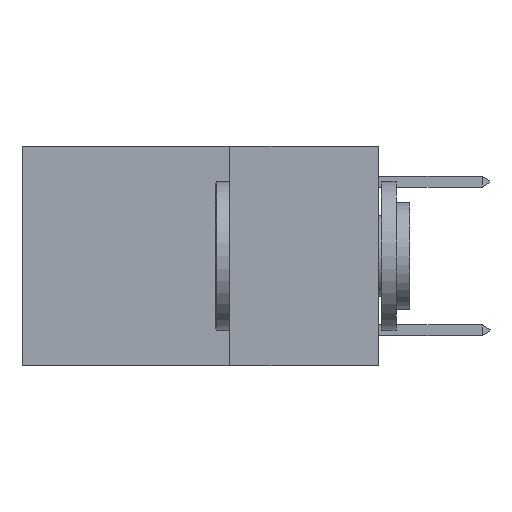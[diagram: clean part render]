
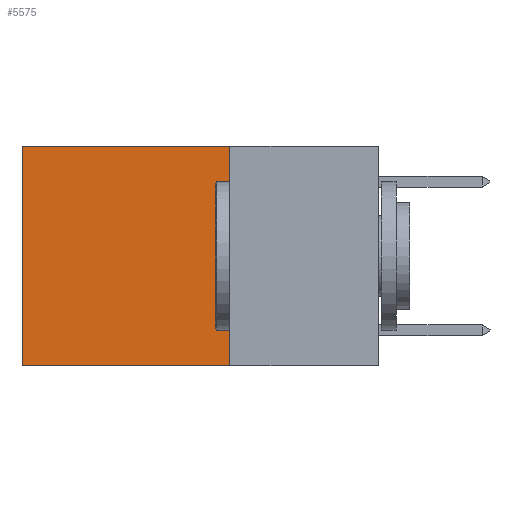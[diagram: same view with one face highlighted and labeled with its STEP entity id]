
A CAD part, left-side view. The second image highlights one B-rep face of the part: STEP entity #5575.
In plain terms, the highlighted planar face has unit normal (-1, 0, 0).
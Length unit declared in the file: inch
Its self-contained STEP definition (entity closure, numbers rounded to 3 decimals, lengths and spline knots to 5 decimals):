
#396 = VERTEX_POINT ( 'NONE', #12445 ) ;
#1007 = VECTOR ( 'NONE', #8314, 39.37008 ) ;
#3218 = LINE ( 'NONE', #8302, #13147 ) ;
#3256 = VECTOR ( 'NONE', #6034, 39.37008 ) ;
#3415 = LINE ( 'NONE', #9070, #6530 ) ;
#4399 = CARTESIAN_POINT ( 'NONE',  ( 0.2625, 0.25, -0.37 ) ) ;
#4435 = DIRECTION ( 'NONE',  ( 0., 1., 0. ) ) ;
#4959 = VERTEX_POINT ( 'NONE', #11780 ) ;
#5575 = ADVANCED_FACE ( 'NONE', ( #9021 ), #6701, .F. ) ;
#6034 = DIRECTION ( 'NONE',  ( 0., 0., -1. ) ) ;
#6238 = ORIENTED_EDGE ( 'NONE', *, *, #9253, .F. ) ;
#6530 = VECTOR ( 'NONE', #10336, 39.37008 ) ;
#6701 = PLANE ( 'NONE',  #7142 ) ;
#6747 = CARTESIAN_POINT ( 'NONE',  ( 0.2625, 0.25, -0.37 ) ) ;
#6752 = DIRECTION ( 'NONE',  ( 0., 0., -1. ) ) ;
#6823 = CARTESIAN_POINT ( 'NONE',  ( 0.2625, 0.6, -0.37 ) ) ;
#6838 = ORIENTED_EDGE ( 'NONE', *, *, #12989, .T. ) ;
#7142 = AXIS2_PLACEMENT_3D ( 'NONE', #10495, #14458, #6752 ) ;
#7709 = VERTEX_POINT ( 'NONE', #6747 ) ;
#8302 = CARTESIAN_POINT ( 'NONE',  ( 0.2625, 0.25, 0. ) ) ;
#8314 = DIRECTION ( 'NONE',  ( 0., 1., 0. ) ) ;
#8819 = VERTEX_POINT ( 'NONE', #6823 ) ;
#9021 = FACE_OUTER_BOUND ( 'NONE', #11442, .T. ) ;
#9070 = CARTESIAN_POINT ( 'NONE',  ( 0.2625, 0.6, 0. ) ) ;
#9253 = EDGE_CURVE ( 'NONE', #4959, #7709, #10913, .T. ) ;
#10336 = DIRECTION ( 'NONE',  ( 0., 0., -1. ) ) ;
#10395 = ORIENTED_EDGE ( 'NONE', *, *, #10651, .T. ) ;
#10495 = CARTESIAN_POINT ( 'NONE',  ( 0.2625, 0.25, 0. ) ) ;
#10651 = EDGE_CURVE ( 'NONE', #4959, #396, #3218, .T. ) ;
#10913 = LINE ( 'NONE', #13731, #3256 ) ;
#11414 = LINE ( 'NONE', #4399, #1007 ) ;
#11442 = EDGE_LOOP ( 'NONE', ( #6838, #15994, #6238, #10395 ) ) ;
#11780 = CARTESIAN_POINT ( 'NONE',  ( 0.2625, 0.25, 0. ) ) ;
#12445 = CARTESIAN_POINT ( 'NONE',  ( 0.2625, 0.6, 0. ) ) ;
#12989 = EDGE_CURVE ( 'NONE', #396, #8819, #3415, .T. ) ;
#13147 = VECTOR ( 'NONE', #4435, 39.37008 ) ;
#13731 = CARTESIAN_POINT ( 'NONE',  ( 0.2625, 0.25, 0. ) ) ;
#14458 = DIRECTION ( 'NONE',  ( 1., 0., 0. ) ) ;
#15686 = EDGE_CURVE ( 'NONE', #7709, #8819, #11414, .T. ) ;
#15994 = ORIENTED_EDGE ( 'NONE', *, *, #15686, .F. ) ;
